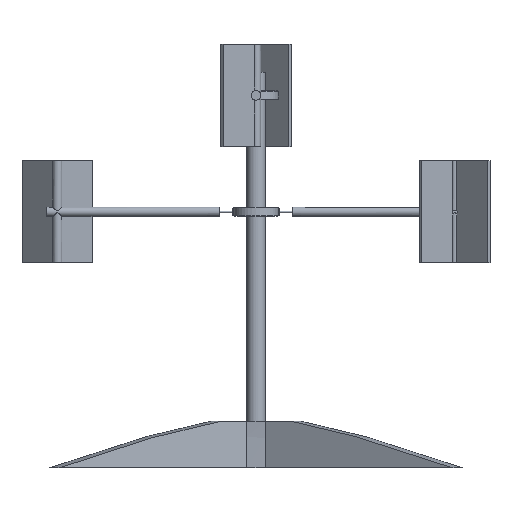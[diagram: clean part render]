
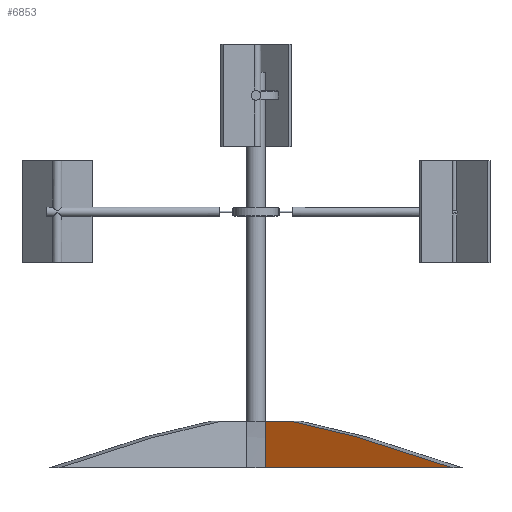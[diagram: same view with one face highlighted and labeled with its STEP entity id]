
A CAD part, left-side view. The second image highlights one B-rep face of the part: STEP entity #6853.
In plain terms, the highlighted planar face has unit normal (-0.866, 0.5, 0).
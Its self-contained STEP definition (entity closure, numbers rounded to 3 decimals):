
#66=(
BOUNDED_CURVE()
B_SPLINE_CURVE(5,(#12814,#12815,#12816,#12817,#12818,#12819,#12820,#12821,
#12822,#12823,#12824,#12825),.UNSPECIFIED.,.F.,.F.)
B_SPLINE_CURVE_WITH_KNOTS((6,1,1,1,1,1,1,6),(-1.,-0.9,-0.8,-0.7,-0.6,-0.5,
-0.4,-0.332),.UNSPECIFIED.)
CURVE()
GEOMETRIC_REPRESENTATION_ITEM()
RATIONAL_B_SPLINE_CURVE((1.,1.,1.,1.,1.,1.,1.,1.,1.,1.,1.,1.))
REPRESENTATION_ITEM('')
);
#653=PLANE('',#7667);
#1101=FACE_OUTER_BOUND('',#1518,.T.);
#1518=EDGE_LOOP('',(#6279,#6280,#6281,#6282));
#1871=LINE('',#12756,#2240);
#1896=LINE('',#12806,#2265);
#1899=LINE('',#12813,#2268);
#2240=VECTOR('',#9512,10.);
#2265=VECTOR('',#9539,10.);
#2268=VECTOR('',#9546,10.);
#3255=VERTEX_POINT('',#12753);
#3256=VERTEX_POINT('',#12755);
#3279=VERTEX_POINT('',#12803);
#3280=VERTEX_POINT('',#12805);
#4259=EDGE_CURVE('',#3256,#3255,#1871,.T.);
#4284=EDGE_CURVE('',#3280,#3279,#1896,.T.);
#4288=EDGE_CURVE('',#3256,#3279,#1899,.T.);
#4289=EDGE_CURVE('',#3255,#3280,#66,.T.);
#6279=ORIENTED_EDGE('',*,*,#4288,.F.);
#6280=ORIENTED_EDGE('',*,*,#4259,.T.);
#6281=ORIENTED_EDGE('',*,*,#4289,.T.);
#6282=ORIENTED_EDGE('',*,*,#4284,.T.);
#6853=ADVANCED_FACE('',(#1101),#653,.F.);
#7667=AXIS2_PLACEMENT_3D('',#12812,#9544,#9545);
#9512=DIRECTION('',(-0.5,-0.866,0.));
#9539=DIRECTION('',(0.5,0.866,0.));
#9544=DIRECTION('center_axis',(0.866,-0.5,0.));
#9545=DIRECTION('ref_axis',(-0.5,-0.866,0.));
#9546=DIRECTION('',(0.,0.,1.));
#12753=CARTESIAN_POINT('',(-133.66,-211.506,-50.));
#12755=CARTESIAN_POINT('',(-17.321,-10.,-50.));
#12756=CARTESIAN_POINT('',(-133.66,-211.506,-50.));
#12803=CARTESIAN_POINT('',(-17.321,-10.,0.));
#12805=CARTESIAN_POINT('',(-33.66,-38.301,0.));
#12806=CARTESIAN_POINT('',(-8.66,5.,0.));
#12812=CARTESIAN_POINT('Origin',(-71.16,-103.253,-25.));
#12813=CARTESIAN_POINT('',(-17.321,-10.,-25.));
#12814=CARTESIAN_POINT('Ctrl Pts',(-133.66,-211.506,-50.));
#12815=CARTESIAN_POINT('Ctrl Pts',(-129.935,-205.054,
-47.766));
#12816=CARTESIAN_POINT('Ctrl Pts',(-122.576,-192.308,
-43.391));
#12817=CARTESIAN_POINT('Ctrl Pts',(-111.814,-173.668,
-37.106));
#12818=CARTESIAN_POINT('Ctrl Pts',(-98.026,-149.787,-29.292));
#12819=CARTESIAN_POINT('Ctrl Pts',(-81.804,-121.688,
-20.543));
#12820=CARTESIAN_POINT('Ctrl Pts',(-66.721,-95.564,
-12.942));
#12821=CARTESIAN_POINT('Ctrl Pts',(-53.823,-73.225,
-7.059));
#12822=CARTESIAN_POINT('Ctrl Pts',(-44.692,-57.408,
-3.451));
#12823=CARTESIAN_POINT('Ctrl Pts',(-38.629,-46.908,-1.416));
#12824=CARTESIAN_POINT('Ctrl Pts',(-35.066,-40.736,
-0.38));
#12825=CARTESIAN_POINT('Ctrl Pts',(-33.66,-38.301,
0.));
